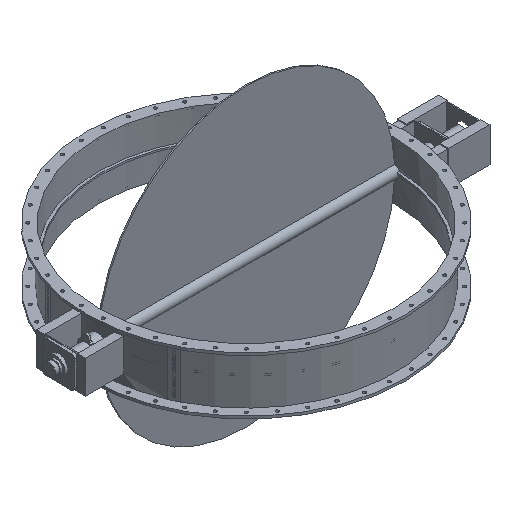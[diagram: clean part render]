
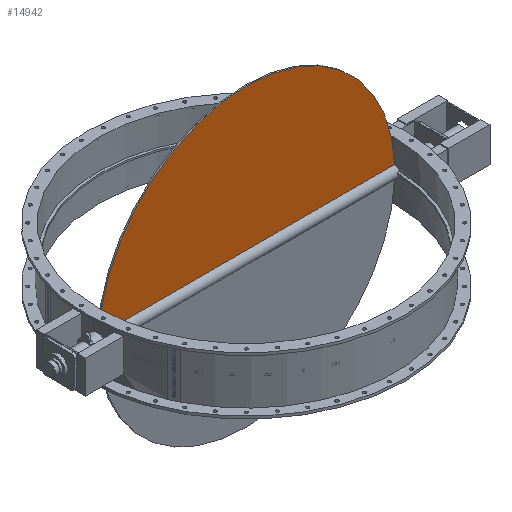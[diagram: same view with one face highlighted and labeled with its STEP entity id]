
A CAD part, isometric view. The second image highlights one B-rep face of the part: STEP entity #14942.
In plain terms, the highlighted planar face has unit normal (0, -1, 0).
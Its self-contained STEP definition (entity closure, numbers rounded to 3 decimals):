
#252=CIRCLE('',#15658,900.);
#1081=PLANE('',#15657);
#1706=FACE_OUTER_BOUND('',#2617,.T.);
#2617=EDGE_LOOP('',(#12653,#12654));
#4084=LINE('',#25492,#5505);
#5505=VECTOR('',#18184,10.);
#7226=VERTEX_POINT('',#25490);
#7227=VERTEX_POINT('',#25491);
#9099=EDGE_CURVE('',#7226,#7227,#4084,.T.);
#9100=EDGE_CURVE('',#7226,#7227,#252,.T.);
#12653=ORIENTED_EDGE('',*,*,#9099,.F.);
#12654=ORIENTED_EDGE('',*,*,#9100,.T.);
#14942=ADVANCED_FACE('',(#1706),#1081,.T.);
#15657=AXIS2_PLACEMENT_3D('',#25489,#18182,#18183);
#15658=AXIS2_PLACEMENT_3D('',#25493,#18185,#18186);
#18182=DIRECTION('center_axis',(0.,-1.,0.));
#18183=DIRECTION('ref_axis',(0.,0.,-1.));
#18184=DIRECTION('',(-1.,0.,0.));
#18185=DIRECTION('center_axis',(0.,-1.,0.));
#18186=DIRECTION('ref_axis',(1.,0.,0.));
#25489=CARTESIAN_POINT('Origin',(0.,-4.,0.));
#25490=CARTESIAN_POINT('',(899.328,-4.,34.771));
#25491=CARTESIAN_POINT('',(-899.328,-4.,34.771));
#25492=CARTESIAN_POINT('',(1194.,-4.,34.771));
#25493=CARTESIAN_POINT('Origin',(0.,-4.,0.));
